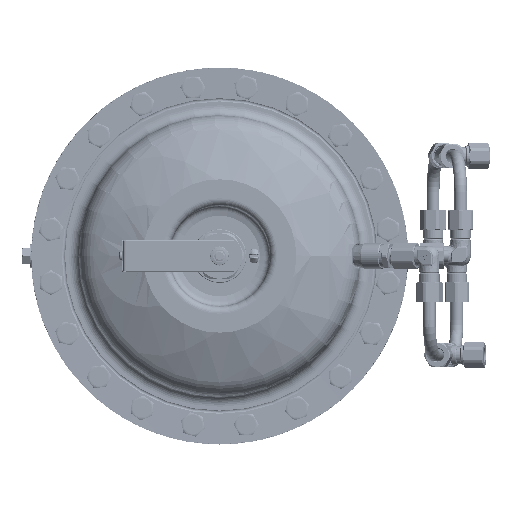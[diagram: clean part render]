
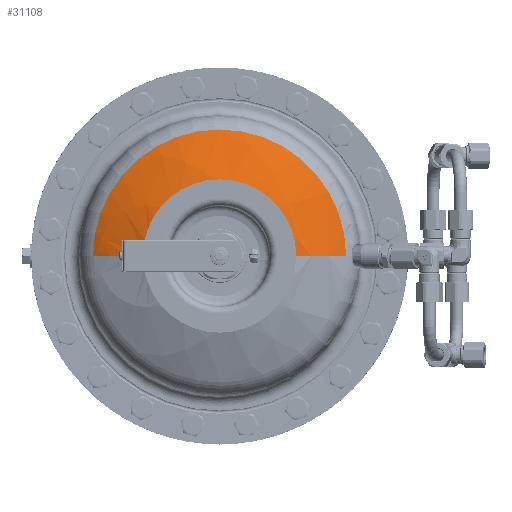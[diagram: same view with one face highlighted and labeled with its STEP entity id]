
A CAD part, front view. The second image highlights one B-rep face of the part: STEP entity #31108.
In plain terms, the highlighted spherical face has radius 220 mm.
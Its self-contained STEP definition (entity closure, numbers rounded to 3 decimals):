
#28380=CARTESIAN_POINT('',(57.695,49.3,
0.));
#28381=CARTESIAN_POINT('',(57.695,49.3,
-0.082));
#28382=CARTESIAN_POINT('',(57.694,49.3,
-0.245));
#28383=CARTESIAN_POINT('',(57.694,49.3,
-0.49));
#28384=CARTESIAN_POINT('',(57.692,49.3,
-0.654));
#28385=CARTESIAN_POINT('',(57.691,49.3,
-0.736));
#28387=CARTESIAN_POINT('',(0.,49.3,0.));
#28388=DIRECTION('',(0.,1.,0.));
#28389=DIRECTION('',(1.,0.,-0.013));
#28390=AXIS2_PLACEMENT_3D('',#28387,#28388,#28389);
#28392=CARTESIAN_POINT('',(0.,33.466,0.));
#28393=DIRECTION('',(0.,-1.,0.));
#28394=DIRECTION('',(-1.,0.,0.));
#28395=AXIS2_PLACEMENT_3D('',#28392,#28393,#28394);
#28397=CARTESIAN_POINT('',(0.,-163.,0.));
#28398=DIRECTION('',(0.,0.,1.));
#28399=DIRECTION('',(0.45,0.893,0.));
#28400=AXIS2_PLACEMENT_3D('',#28397,#28398,#28399);
#28419=CARTESIAN_POINT('',(0.,-163.,0.));
#28420=DIRECTION('',(0.,0.,-1.));
#28421=DIRECTION('',(-0.45,0.893,0.));
#28422=AXIS2_PLACEMENT_3D('',#28419,#28420,#28421);
#30495=CARTESIAN_POINT('',(57.69,49.3,-0.736));
#30496=CARTESIAN_POINT('',(-57.695,49.3,0.));
#30497=VERTEX_POINT('',#30495);
#30498=VERTEX_POINT('',#30496);
#30499=VERTEX_POINT('',#28380);
#30500=CARTESIAN_POINT('',(-99.,33.466,0.));
#30501=VERTEX_POINT('',#30500);
#30502=CARTESIAN_POINT('',(99.,33.466,0.));
#30503=VERTEX_POINT('',#30502);
#31093=CARTESIAN_POINT('',(0.,-163.,0.));
#31094=DIRECTION('',(-0.262,0.965,0.));
#31095=DIRECTION('',(0.965,0.262,0.));
#31096=AXIS2_PLACEMENT_3D('',#31093,#31094,#31095);
#31097=SPHERICAL_SURFACE('',#31096,220.);
#31098=ORIENTED_EDGE('',*,*,#31082,.T.);
#31099=ORIENTED_EDGE('',*,*,#31080,.T.);
#31101=ORIENTED_EDGE('',*,*,#31100,.F.);
#31103=ORIENTED_EDGE('',*,*,#31102,.T.);
#31105=ORIENTED_EDGE('',*,*,#31104,.T.);
#31106=EDGE_LOOP('',(#31098,#31099,#31101,#31103,#31105));
#31107=FACE_OUTER_BOUND('',#31106,.F.);
#31108=ADVANCED_FACE('',(#31107),#31097,.T.);
#28386=B_SPLINE_CURVE_WITH_KNOTS('',3,(#28380,#28381,#28382,#28383,#28384,
#28385),.UNSPECIFIED.,.F.,.F.,(4,1,1,4),(0.,0.333,
0.667,1.),.UNSPECIFIED.);
#28391=CIRCLE('',#28390,57.695);
#28396=CIRCLE('',#28395,99.);
#28401=CIRCLE('',#28400,220.);
#28423=CIRCLE('',#28422,220.);
#31080=EDGE_CURVE('',#30497,#30498,#28391,.T.);
#31082=EDGE_CURVE('',#30499,#30497,#28386,.T.);
#31100=EDGE_CURVE('',#30501,#30498,#28423,.T.);
#31102=EDGE_CURVE('',#30501,#30503,#28396,.T.);
#31104=EDGE_CURVE('',#30503,#30499,#28401,.T.);
